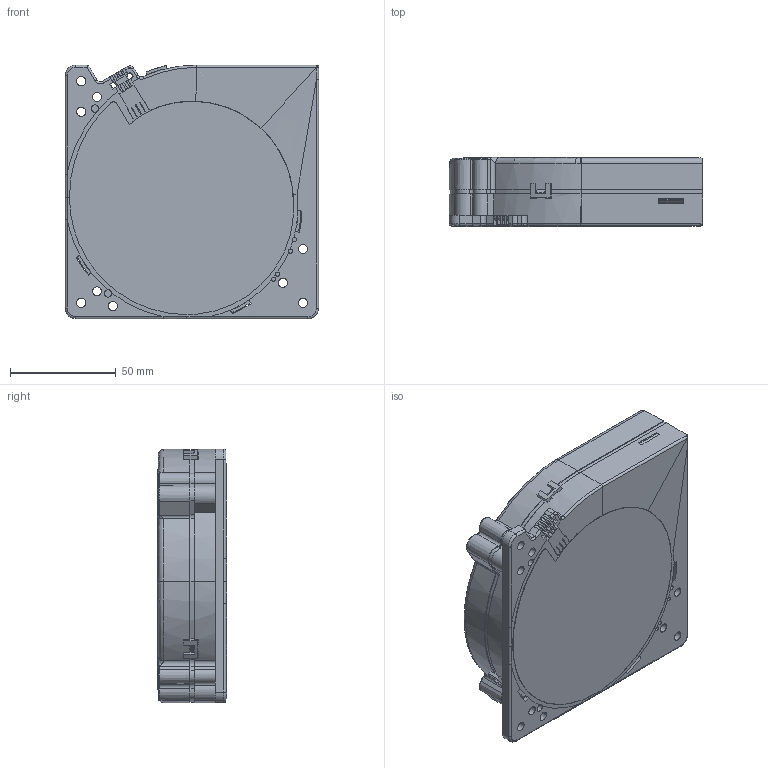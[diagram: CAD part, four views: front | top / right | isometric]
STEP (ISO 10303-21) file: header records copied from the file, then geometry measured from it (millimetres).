
FILE_DESCRIPTION((''),'2;1');
FILE_NAME('BFB1224H','2017-06-14T',('yiliang.gong'),(''),'CREO PARAMETRIC BY PTC INC, 2015080','CREO PARAMETRIC BY PTC INC, 2015080','');
FILE_SCHEMA(('CONFIG_CONTROL_DESIGN'));
Length unit declared in the file: millimetre
Products named in the file (1): BFB1224H
Bounding box: 120.13 x 32.67 x 120.14 mm (x, y, z)
Volume: 387967.4 mm3; surface area: 54072.5 mm2
Topology: 1 solids, 11 shells, 848 faces, 2458 edges, 1621 vertices
Faces by surface type: plane 489, cylinder 248, cone 51, bspline 33, torus 22, extrusion 5
Entity records: 35045 total; most frequent: CARTESIAN_POINT 12613, ORIENTED_EDGE 4916, DIRECTION 4462, EDGE_CURVE 2458, VERTEX_POINT 1621, VECTOR 1492, LINE 1487, AXIS2_PLACEMENT_3D 1485
